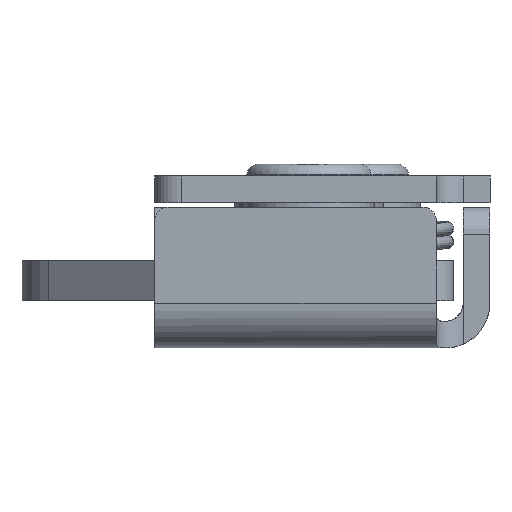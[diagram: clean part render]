
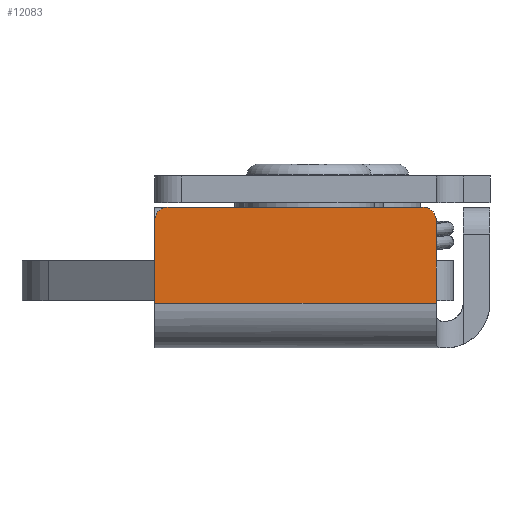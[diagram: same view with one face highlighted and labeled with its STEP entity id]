
A CAD part, left-side view. The second image highlights one B-rep face of the part: STEP entity #12083.
In plain terms, the highlighted planar face has unit normal (-1, 0, 0).
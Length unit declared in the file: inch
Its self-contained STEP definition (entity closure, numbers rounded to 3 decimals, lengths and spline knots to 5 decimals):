
#406=PLANE('',#13095);
#1280=FACE_OUTER_BOUND('',#1930,.T.);
#1930=EDGE_LOOP('',(#10531,#10532,#10533,#10534,#10535,#10536));
#2414=CIRCLE('',#13038,0.045);
#2419=CIRCLE('',#13046,0.045);
#3393=LINE('',#22500,#4436);
#3434=LINE('',#22623,#4477);
#3459=LINE('',#23007,#4502);
#3462=LINE('',#23037,#4505);
#4436=VECTOR('',#15799,0.3937);
#4477=VECTOR('',#15908,0.3937);
#4502=VECTOR('',#16029,0.3937);
#4505=VECTOR('',#16044,0.3937);
#5540=VERTEX_POINT('',#22497);
#5541=VERTEX_POINT('',#22499);
#5585=VERTEX_POINT('',#22613);
#5586=VERTEX_POINT('',#22614);
#5589=VERTEX_POINT('',#22622);
#5596=VERTEX_POINT('',#22645);
#7166=EDGE_CURVE('',#5541,#5540,#3393,.T.);
#7224=EDGE_CURVE('',#5585,#5586,#2414,.T.);
#7228=EDGE_CURVE('',#5589,#5585,#3434,.T.);
#7238=EDGE_CURVE('',#5596,#5541,#2419,.T.);
#7295=EDGE_CURVE('',#5540,#5589,#3459,.T.);
#7302=EDGE_CURVE('',#5586,#5596,#3462,.T.);
#10531=ORIENTED_EDGE('',*,*,#7224,.T.);
#10532=ORIENTED_EDGE('',*,*,#7302,.T.);
#10533=ORIENTED_EDGE('',*,*,#7238,.T.);
#10534=ORIENTED_EDGE('',*,*,#7166,.T.);
#10535=ORIENTED_EDGE('',*,*,#7295,.T.);
#10536=ORIENTED_EDGE('',*,*,#7228,.T.);
#12083=ADVANCED_FACE('',(#1280),#406,.T.);
#13038=AXIS2_PLACEMENT_3D('',#22615,#15900,#15901);
#13046=AXIS2_PLACEMENT_3D('',#22646,#15924,#15925);
#13095=AXIS2_PLACEMENT_3D('',#23038,#16045,#16046);
#15799=DIRECTION('',(0.,0.,-1.));
#15900=DIRECTION('center_axis',(-1.,0.,0.));
#15901=DIRECTION('ref_axis',(0.,-0.707,0.707));
#15908=DIRECTION('',(0.,0.,1.));
#15924=DIRECTION('center_axis',(-1.,0.,0.));
#15925=DIRECTION('ref_axis',(0.,0.707,0.707));
#16029=DIRECTION('',(0.,-1.,0.));
#16044=DIRECTION('',(0.,1.,0.));
#16045=DIRECTION('center_axis',(-1.,0.,0.));
#16046=DIRECTION('ref_axis',(0.,0.,
1.));
#22497=CARTESIAN_POINT('',(-1.6617,0.5177,-0.4272));
#22499=CARTESIAN_POINT('',(-1.6617,0.5177,-0.1497));
#22500=CARTESIAN_POINT('',(-1.6617,0.5177,-0.5769));
#22613=CARTESIAN_POINT('',(-1.6617,-0.4267,-0.1497));
#22614=CARTESIAN_POINT('',(-1.6617,-0.3817,-0.1047));
#22615=CARTESIAN_POINT('Origin',(-1.6617,-0.3817,-0.1497));
#22622=CARTESIAN_POINT('',(-1.6617,-0.4267,-0.4272));
#22623=CARTESIAN_POINT('',(-1.6617,-0.4267,-0.1047));
#22645=CARTESIAN_POINT('',(-1.6617,0.4727,-0.1047));
#22646=CARTESIAN_POINT('Origin',(-1.6617,0.4727,-0.1497));
#23007=CARTESIAN_POINT('',(-1.6617,-0.01253,-0.4272));
#23037=CARTESIAN_POINT('',(-1.6617,0.5177,-0.1047));
#23038=CARTESIAN_POINT('Origin',(-1.6617,0.0455,-0.3408));
